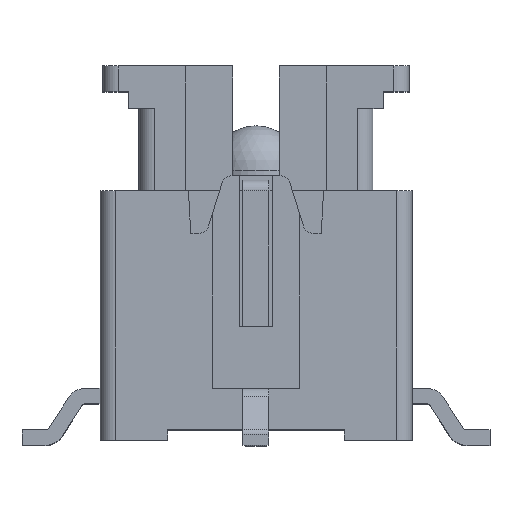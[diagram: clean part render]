
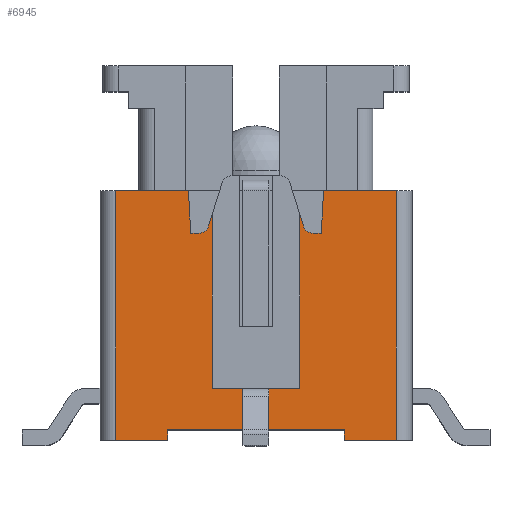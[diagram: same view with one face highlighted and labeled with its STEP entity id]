
A CAD part, top view. The second image highlights one B-rep face of the part: STEP entity #6945.
In plain terms, the highlighted planar face has unit normal (0, 0, 1).
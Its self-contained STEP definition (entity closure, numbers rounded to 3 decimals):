
#1955=DIRECTION('',(0.,1.,0.));
#1956=VECTOR('',#1955,4.8);
#1957=CARTESIAN_POINT('',(2.7,0.,3.));
#1958=LINE('',#1957,#1956);
#1959=DIRECTION('',(1.,0.,0.));
#1960=VECTOR('',#1959,1.);
#1961=CARTESIAN_POINT('',(1.7,0.,3.));
#1962=LINE('',#1961,#1960);
#1963=DIRECTION('',(0.,1.,0.));
#1964=VECTOR('',#1963,0.2);
#1965=CARTESIAN_POINT('',(1.7,0.,3.));
#1966=LINE('',#1965,#1964);
#1967=DIRECTION('',(1.,0.,0.));
#1968=VECTOR('',#1967,3.4);
#1969=CARTESIAN_POINT('',(-1.7,0.2,3.));
#1970=LINE('',#1969,#1968);
#1971=DIRECTION('',(0.,1.,0.));
#1972=VECTOR('',#1971,0.2);
#1973=CARTESIAN_POINT('',(-1.7,0.,3.));
#1974=LINE('',#1973,#1972);
#1975=DIRECTION('',(1.,0.,0.));
#1976=VECTOR('',#1975,1.);
#1977=CARTESIAN_POINT('',(-2.7,0.,3.));
#1978=LINE('',#1977,#1976);
#1979=DIRECTION('',(0.,-1.,0.));
#1980=VECTOR('',#1979,4.8);
#1981=CARTESIAN_POINT('',(-2.7,4.8,3.));
#1982=LINE('',#1981,#1980);
#1983=DIRECTION('',(-1.,0.,0.));
#1984=VECTOR('',#1983,1.401);
#1985=CARTESIAN_POINT('',(-1.299,4.8,3.));
#1986=LINE('',#1985,#1984);
#1987=DIRECTION('',(0.054,-0.999,0.));
#1988=VECTOR('',#1987,0.82);
#1989=CARTESIAN_POINT('',(-1.299,4.8,3.));
#1990=LINE('',#1989,#1988);
#1991=DIRECTION('',(1.,0.,0.));
#1992=VECTOR('',#1991,0.151);
#1993=CARTESIAN_POINT('',(-1.255,3.981,3.));
#1994=LINE('',#1993,#1992);
#1995=CARTESIAN_POINT('',(-1.103,4.181,3.));
#1996=DIRECTION('',(0.,0.,1.));
#1997=DIRECTION('',(0.,-1.,0.));
#1998=AXIS2_PLACEMENT_3D('',#1995,#1996,#1997);
#2000=DIRECTION('',(-0.301,-0.954,0.));
#2001=VECTOR('',#2000,0.225);
#2002=CARTESIAN_POINT('',(-0.844,4.338,3.));
#2003=LINE('',#2002,#2001);
#2004=DIRECTION('',(0.,-1.,0.));
#2005=VECTOR('',#2004,3.343);
#2006=CARTESIAN_POINT('',(-0.844,4.338,3.));
#2007=LINE('',#2006,#2005);
#2008=DIRECTION('',(1.,0.,0.));
#2009=VECTOR('',#2008,1.687);
#2010=CARTESIAN_POINT('',(-0.844,0.995,3.));
#2011=LINE('',#2010,#2009);
#2012=DIRECTION('',(0.,1.,0.));
#2013=VECTOR('',#2012,3.343);
#2014=CARTESIAN_POINT('',(0.844,0.995,3.));
#2015=LINE('',#2014,#2013);
#2016=DIRECTION('',(0.301,-0.954,0.));
#2017=VECTOR('',#2016,0.225);
#2018=CARTESIAN_POINT('',(0.844,4.338,3.));
#2019=LINE('',#2018,#2017);
#2020=CARTESIAN_POINT('',(1.103,4.181,3.));
#2021=DIRECTION('',(0.,0.,1.));
#2022=DIRECTION('',(-0.958,-0.287,0.));
#2023=AXIS2_PLACEMENT_3D('',#2020,#2021,#2022);
#2025=DIRECTION('',(1.,0.,0.));
#2026=VECTOR('',#2025,0.151);
#2027=CARTESIAN_POINT('',(1.103,3.981,3.));
#2028=LINE('',#2027,#2026);
#2029=DIRECTION('',(-0.054,-0.999,0.));
#2030=VECTOR('',#2029,0.82);
#2031=CARTESIAN_POINT('',(1.299,4.8,3.));
#2032=LINE('',#2031,#2030);
#2033=DIRECTION('',(-1.,0.,0.));
#2034=VECTOR('',#2033,1.401);
#2035=CARTESIAN_POINT('',(2.7,4.8,3.));
#2036=LINE('',#2035,#2034);
#3801=CARTESIAN_POINT('',(-0.844,0.995,3.));
#3802=CARTESIAN_POINT('',(0.844,0.995,3.));
#3803=VERTEX_POINT('',#3801);
#3804=VERTEX_POINT('',#3802);
#3837=CARTESIAN_POINT('',(-1.299,4.8,3.));
#3838=CARTESIAN_POINT('',(-1.255,3.981,3.));
#3839=VERTEX_POINT('',#3837);
#3840=VERTEX_POINT('',#3838);
#3841=CARTESIAN_POINT('',(-1.103,3.981,3.));
#3842=VERTEX_POINT('',#3841);
#3843=CARTESIAN_POINT('',(-0.911,4.124,3.));
#3844=VERTEX_POINT('',#3843);
#3845=CARTESIAN_POINT('',(-0.844,4.338,3.));
#3846=VERTEX_POINT('',#3845);
#3847=CARTESIAN_POINT('',(0.844,4.338,3.));
#3848=CARTESIAN_POINT('',(0.911,4.124,3.));
#3849=VERTEX_POINT('',#3847);
#3850=VERTEX_POINT('',#3848);
#3851=CARTESIAN_POINT('',(1.103,3.981,3.));
#3852=VERTEX_POINT('',#3851);
#3853=CARTESIAN_POINT('',(1.255,3.981,3.));
#3854=VERTEX_POINT('',#3853);
#3855=CARTESIAN_POINT('',(1.299,4.8,3.));
#3856=VERTEX_POINT('',#3855);
#4021=CARTESIAN_POINT('',(-1.7,0.2,3.));
#4022=CARTESIAN_POINT('',(1.7,0.2,3.));
#4023=VERTEX_POINT('',#4021);
#4024=VERTEX_POINT('',#4022);
#4025=CARTESIAN_POINT('',(-1.7,0.,3.));
#4026=VERTEX_POINT('',#4025);
#4027=CARTESIAN_POINT('',(1.7,0.,3.));
#4028=VERTEX_POINT('',#4027);
#4073=CARTESIAN_POINT('',(2.7,4.8,3.));
#4075=VERTEX_POINT('',#4073);
#4079=CARTESIAN_POINT('',(2.7,0.,3.));
#4080=VERTEX_POINT('',#4079);
#4097=CARTESIAN_POINT('',(-2.7,0.,3.));
#4099=VERTEX_POINT('',#4097);
#4103=CARTESIAN_POINT('',(-2.7,4.8,3.));
#4104=VERTEX_POINT('',#4103);
#6904=CARTESIAN_POINT('',(0.,0.,3.));
#6905=DIRECTION('',(0.,0.,1.));
#6906=DIRECTION('',(1.,0.,0.));
#6907=AXIS2_PLACEMENT_3D('',#6904,#6905,#6906);
#6908=PLANE('',#6907);
#6909=ORIENTED_EDGE('',*,*,#6869,.F.);
#6910=ORIENTED_EDGE('',*,*,#6805,.F.);
#6912=ORIENTED_EDGE('',*,*,#6911,.T.);
#6913=ORIENTED_EDGE('',*,*,#5977,.F.);
#6915=ORIENTED_EDGE('',*,*,#6914,.F.);
#6916=ORIENTED_EDGE('',*,*,#6850,.F.);
#6918=ORIENTED_EDGE('',*,*,#6917,.F.);
#6919=ORIENTED_EDGE('',*,*,#4723,.F.);
#6921=ORIENTED_EDGE('',*,*,#6920,.T.);
#6923=ORIENTED_EDGE('',*,*,#6922,.T.);
#6925=ORIENTED_EDGE('',*,*,#6924,.T.);
#6927=ORIENTED_EDGE('',*,*,#6926,.F.);
#6929=ORIENTED_EDGE('',*,*,#6928,.T.);
#6931=ORIENTED_EDGE('',*,*,#6930,.T.);
#6933=ORIENTED_EDGE('',*,*,#6932,.T.);
#6935=ORIENTED_EDGE('',*,*,#6934,.T.);
#6937=ORIENTED_EDGE('',*,*,#6936,.T.);
#6939=ORIENTED_EDGE('',*,*,#6938,.T.);
#6941=ORIENTED_EDGE('',*,*,#6940,.F.);
#6942=ORIENTED_EDGE('',*,*,#4691,.F.);
#6943=EDGE_LOOP('',(#6909,#6910,#6912,#6913,#6915,#6916,#6918,#6919,#6921,#6923,
#6925,#6927,#6929,#6931,#6933,#6935,#6937,#6939,#6941,#6942));
#6944=FACE_OUTER_BOUND('',#6943,.F.);
#1999=CIRCLE('',#1998,0.2);
#2024=CIRCLE('',#2023,0.2);
#4691=EDGE_CURVE('',#4075,#3856,#2036,.T.);
#4723=EDGE_CURVE('',#3839,#4104,#1986,.T.);
#5977=EDGE_CURVE('',#4023,#4024,#1970,.T.);
#6805=EDGE_CURVE('',#4028,#4080,#1962,.T.);
#6850=EDGE_CURVE('',#4099,#4026,#1978,.T.);
#6869=EDGE_CURVE('',#4080,#4075,#1958,.T.);
#6911=EDGE_CURVE('',#4028,#4024,#1966,.T.);
#6914=EDGE_CURVE('',#4026,#4023,#1974,.T.);
#6917=EDGE_CURVE('',#4104,#4099,#1982,.T.);
#6920=EDGE_CURVE('',#3839,#3840,#1990,.T.);
#6922=EDGE_CURVE('',#3840,#3842,#1994,.T.);
#6924=EDGE_CURVE('',#3842,#3844,#1999,.T.);
#6926=EDGE_CURVE('',#3846,#3844,#2003,.T.);
#6928=EDGE_CURVE('',#3846,#3803,#2007,.T.);
#6930=EDGE_CURVE('',#3803,#3804,#2011,.T.);
#6932=EDGE_CURVE('',#3804,#3849,#2015,.T.);
#6934=EDGE_CURVE('',#3849,#3850,#2019,.T.);
#6936=EDGE_CURVE('',#3850,#3852,#2024,.T.);
#6938=EDGE_CURVE('',#3852,#3854,#2028,.T.);
#6940=EDGE_CURVE('',#3856,#3854,#2032,.T.);
#6945=ADVANCED_FACE('',(#6944),#6908,.T.);
